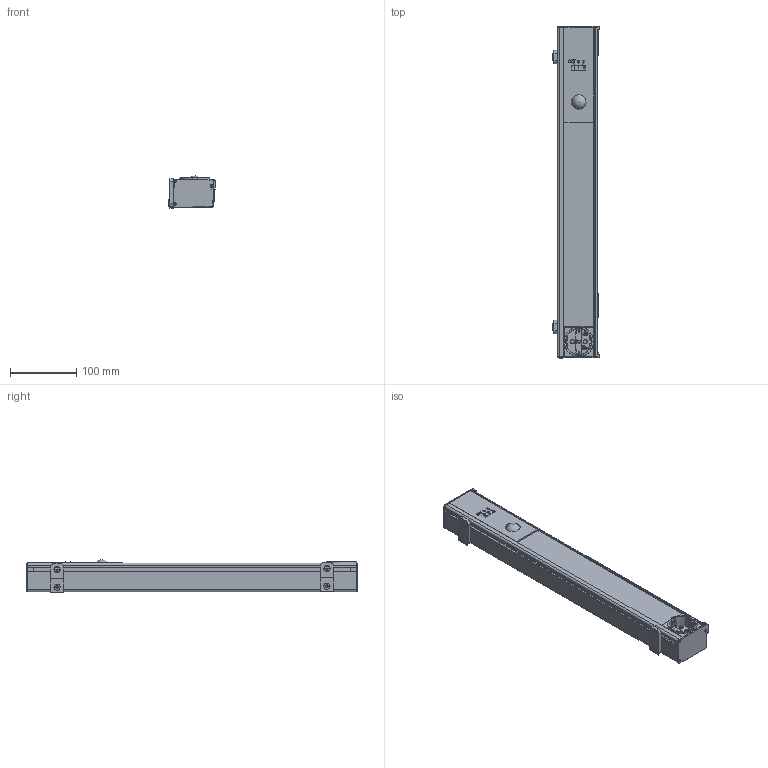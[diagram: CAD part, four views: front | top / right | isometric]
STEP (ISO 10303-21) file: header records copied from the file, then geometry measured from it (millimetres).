
FILE_DESCRIPTION(/* description */ (''),/* implementation_level */ '2;1');
FILE_NAME(/* name */ '111752_LED-A-500-B-E-R-AX.stp',/* time_stamp */ '2023-10-26T18:07:59+02:00',/* author */ ('CAD'),/* organization */ (''),/* preprocessor_version */ 'ST-DEVELOPER v15.6',/* originating_system */ 'Autodesk Inventor 2015',/* authorisation */ '');
FILE_SCHEMA (('AUTOMOTIVE_DESIGN { 1 0 10303 214 3 1 1 }'));
Products named in the file (1): 111752_LED-A-500-B-E-R-AX_Shrinkwrap_1
Bounding box: 69.55 x 500 x 48.75 mm (x, y, z)
Surface area: 248163.9 mm2 (no closed solid volume)
Topology: 0 solids, 78 shells, 1715 faces, 6199 edges, 4554 vertices
Faces by surface type: plane 1232, cylinder 341, bspline 78, cone 41, sphere 17, torus 6
Full cylindrical faces by diameter (mm): 1.2 x3, 2.5 x4, 2.797 x2, 2.8 x4, 3.3 x2, 5.5 x1, 8.2 x1, 20.902 x1, 22 x1, 25 x1, 26 x1, 28 x1
Entity records: 71460 total; most frequent: CARTESIAN_POINT 18719, ORIENTED_EDGE 10281, DIRECTION 9915, EDGE_CURVE 6151, LINE 4831, VECTOR 4831, VERTEX_POINT 4548, AXIS2_PLACEMENT_3D 2542
